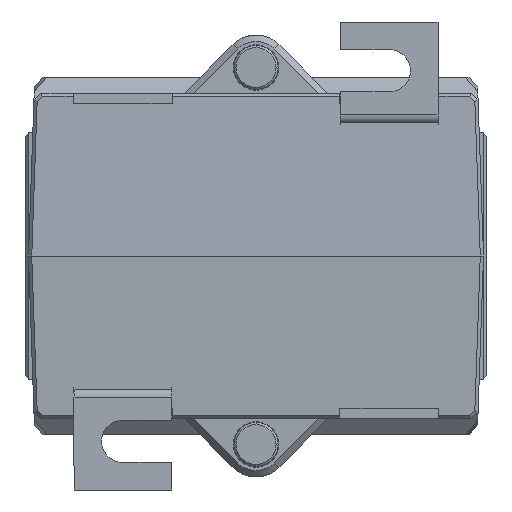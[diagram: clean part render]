
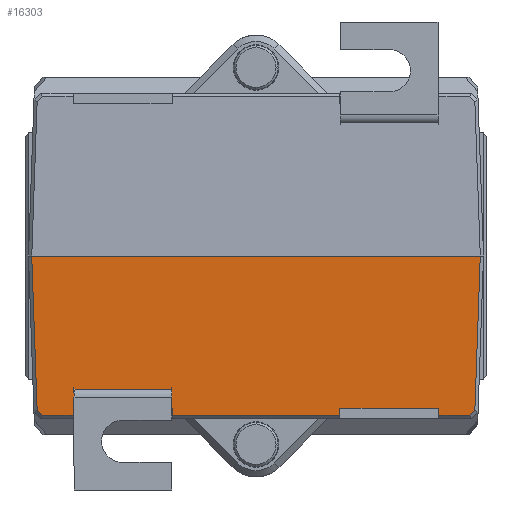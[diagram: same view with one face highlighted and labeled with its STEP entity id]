
A CAD part, front view. The second image highlights one B-rep face of the part: STEP entity #16303.
In plain terms, the highlighted face is planar.
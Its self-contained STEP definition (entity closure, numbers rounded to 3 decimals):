
#9041 = VERTEX_POINT ( 'NONE', #36798 ) ;
#9042 = VERTEX_POINT ( 'NONE', #36797 ) ;
#9047 = EDGE_CURVE ( 'NONE', #9041, #9042, #36796, .T. ) ;
#16240 = EDGE_CURVE ( 'NONE', #16241, #16319, #38931, .T. ) ;
#16241 = VERTEX_POINT ( 'NONE', #38939 ) ;
#16284 = ORIENTED_EDGE ( 'NONE', *, *, #16348, .T. ) ;
#16285 = ORIENTED_EDGE ( 'NONE', *, *, #16378, .T. ) ;
#16286 = VERTEX_POINT ( 'NONE', #39037 ) ;
#16287 = VERTEX_POINT ( 'NONE', #39040 ) ;
#16295 = ORIENTED_EDGE ( 'NONE', *, *, #16310, .F. ) ;
#16299 = ORIENTED_EDGE ( 'NONE', *, *, #16352, .F. ) ;
#16301 = VERTEX_POINT ( 'NONE', #39036 ) ;
#16303 = ADVANCED_FACE ( 'NONE', ( #39021 ), #39018, .T. ) ;
#16304 = VERTEX_POINT ( 'NONE', #39013 ) ;
#16306 = ORIENTED_EDGE ( 'NONE', *, *, #16240, .F. ) ;
#16307 = EDGE_CURVE ( 'NONE', #16319, #16304, #39073, .T. ) ;
#16308 = VERTEX_POINT ( 'NONE', #39014 ) ;
#16309 = VERTEX_POINT ( 'NONE', #39068 ) ;
#16310 = EDGE_CURVE ( 'NONE', #16309, #16241, #39016, .T. ) ;
#16311 = ORIENTED_EDGE ( 'NONE', *, *, #16376, .T. ) ;
#16312 = VERTEX_POINT ( 'NONE', #39059 ) ;
#16315 = ORIENTED_EDGE ( 'NONE', *, *, #9047, .T. ) ;
#16319 = VERTEX_POINT ( 'NONE', #39058 ) ;
#16324 = ORIENTED_EDGE ( 'NONE', *, *, #16307, .F. ) ;
#16326 = EDGE_LOOP ( 'NONE', ( #16324, #16306, #16295, #16333, #16375, #16311, #16315, #16285, #16284, #16354, #16373, #16364, #16299, #16418 ) ) ;
#16333 = ORIENTED_EDGE ( 'NONE', *, *, #16368, .T. ) ;
#16348 = EDGE_CURVE ( 'NONE', #16287, #16286, #39084, .T. ) ;
#16349 = VERTEX_POINT ( 'NONE', #39138 ) ;
#16350 = EDGE_CURVE ( 'NONE', #16286, #16370, #39136, .T. ) ;
#16352 = EDGE_CURVE ( 'NONE', #16379, #16349, #39135, .T. ) ;
#16354 = ORIENTED_EDGE ( 'NONE', *, *, #16350, .T. ) ;
#16355 = EDGE_CURVE ( 'NONE', #16308, #16370, #39088, .T. ) ;
#16359 = EDGE_CURVE ( 'NONE', #16308, #16349, #39116, .T. ) ;
#16364 = ORIENTED_EDGE ( 'NONE', *, *, #16359, .T. ) ;
#16368 = EDGE_CURVE ( 'NONE', #16309, #16301, #39163, .T. ) ;
#16370 = VERTEX_POINT ( 'NONE', #39110 ) ;
#16371 = EDGE_CURVE ( 'NONE', #16301, #16312, #39157, .T. ) ;
#16373 = ORIENTED_EDGE ( 'NONE', *, *, #16355, .F. ) ;
#16375 = ORIENTED_EDGE ( 'NONE', *, *, #16371, .T. ) ;
#16376 = EDGE_CURVE ( 'NONE', #16312, #9041, #39153, .T. ) ;
#16378 = EDGE_CURVE ( 'NONE', #9042, #16287, #39147, .T. ) ;
#16379 = VERTEX_POINT ( 'NONE', #39160 ) ;
#16415 = EDGE_CURVE ( 'NONE', #16379, #16304, #39258, .T. ) ;
#16418 = ORIENTED_EDGE ( 'NONE', *, *, #16415, .T. ) ;
#36660 = CARTESIAN_POINT ( 'NONE',  ( -35., -36.75, 0. ) ) ;
#36792 = DIRECTION ( 'NONE',  ( 1., 0., 0. ) ) ;
#36793 = VECTOR ( 'NONE', #36792, 1000. ) ;
#36796 = LINE ( 'NONE', #36660, #36793 ) ;
#36797 = CARTESIAN_POINT ( 'NONE',  ( 34.5, -36.75, 0. ) ) ;
#36798 = CARTESIAN_POINT ( 'NONE',  ( -34.499, -36.75, 0. ) ) ;
#38927 = DIRECTION ( 'NONE',  ( 1., 0., 0. ) ) ;
#38928 = VECTOR ( 'NONE', #38927, 1000. ) ;
#38929 = CARTESIAN_POINT ( 'NONE',  ( -35., -35.933, 23.4 ) ) ;
#38931 = LINE ( 'NONE', #38929, #38928 ) ;
#38939 = CARTESIAN_POINT ( 'NONE',  ( -28.108, -35.933, 23.4 ) ) ;
#39013 = CARTESIAN_POINT ( 'NONE',  ( -12.882, -35.894, 24.5 ) ) ;
#39014 = CARTESIAN_POINT ( 'NONE',  ( 28.108, -35.933, 23.4 ) ) ;
#39015 = CARTESIAN_POINT ( 'NONE',  ( -27.905, -36.748, 0.062 ) ) ;
#39016 = LINE ( 'NONE', #39015, #39061 ) ;
#39018 = PLANE ( 'NONE',  #39025 ) ;
#39021 = FACE_OUTER_BOUND ( 'NONE', #16326, .T. ) ;
#39025 = AXIS2_PLACEMENT_3D ( 'NONE', #39072, #39071, #39070 ) ;
#39036 = CARTESIAN_POINT ( 'NONE',  ( -32.874, -35.894, 24.5 ) ) ;
#39037 = CARTESIAN_POINT ( 'NONE',  ( 32.874, -35.894, 24.5 ) ) ;
#39040 = CARTESIAN_POINT ( 'NONE',  ( 33.67, -35.92, 23.758 ) ) ;
#39058 = CARTESIAN_POINT ( 'NONE',  ( -12.892, -35.933, 23.4 ) ) ;
#39059 = CARTESIAN_POINT ( 'NONE',  ( -33.669, -35.92, 23.758 ) ) ;
#39060 = DIRECTION ( 'NONE',  ( 0.009, -0.035, -0.999 ) ) ;
#39061 = VECTOR ( 'NONE', #39060, 1000. ) ;
#39065 = DIRECTION ( 'NONE',  ( 0.009, 0.035, 0.999 ) ) ;
#39066 = VECTOR ( 'NONE', #39065, 1000. ) ;
#39067 = CARTESIAN_POINT ( 'NONE',  ( -13.098, -36.757, -0.191 ) ) ;
#39068 = CARTESIAN_POINT ( 'NONE',  ( -28.118, -35.894, 24.5 ) ) ;
#39070 = DIRECTION ( 'NONE',  ( 0., -0.035, -0.999 ) ) ;
#39071 = DIRECTION ( 'NONE',  ( 0., -0.999, 0.035 ) ) ;
#39072 = CARTESIAN_POINT ( 'NONE',  ( -35., -36.75, 0. ) ) ;
#39073 = LINE ( 'NONE', #39067, #39066 ) ;
#39076 = DIRECTION ( 'NONE',  ( -0.731, 0.024, 0.682 ) ) ;
#39077 = CARTESIAN_POINT ( 'NONE',  ( 32.74, -35.89, 24.625 ) ) ;
#39080 = DIRECTION ( 'NONE',  ( 0.009, 0.035, 0.999 ) ) ;
#39081 = CARTESIAN_POINT ( 'NONE',  ( 27.899, -36.769, -0.548 ) ) ;
#39084 = LINE ( 'NONE', #39077, #39137 ) ;
#39088 = LINE ( 'NONE', #39081, #39127 ) ;
#39110 = CARTESIAN_POINT ( 'NONE',  ( 28.118, -35.894, 24.5 ) ) ;
#39113 = DIRECTION ( 'NONE',  ( -1., 0., 0. ) ) ;
#39114 = VECTOR ( 'NONE', #39113, 1000. ) ;
#39115 = CARTESIAN_POINT ( 'NONE',  ( -35., -35.933, 23.4 ) ) ;
#39116 = LINE ( 'NONE', #39115, #39114 ) ;
#39118 = VECTOR ( 'NONE', #39148, 1000. ) ;
#39127 = VECTOR ( 'NONE', #39080, 1000. ) ;
#39128 = CARTESIAN_POINT ( 'NONE',  ( -34.5, -36.751, -0.017 ) ) ;
#39129 = DIRECTION ( 'NONE',  ( 0.009, -0.035, -0.999 ) ) ;
#39130 = VECTOR ( 'NONE', #39129, 1000. ) ;
#39131 = CARTESIAN_POINT ( 'NONE',  ( 13.092, -36.735, 0.419 ) ) ;
#39132 = DIRECTION ( 'NONE',  ( -1., 0., 0. ) ) ;
#39133 = VECTOR ( 'NONE', #39132, 1000. ) ;
#39134 = CARTESIAN_POINT ( 'NONE',  ( -33.09, -35.894, 24.5 ) ) ;
#39135 = LINE ( 'NONE', #39131, #39130 ) ;
#39136 = LINE ( 'NONE', #39134, #39133 ) ;
#39137 = VECTOR ( 'NONE', #39076, 1000. ) ;
#39138 = CARTESIAN_POINT ( 'NONE',  ( 12.892, -35.933, 23.4 ) ) ;
#39144 = DIRECTION ( 'NONE',  ( -0.035, 0.035, 0.999 ) ) ;
#39145 = VECTOR ( 'NONE', #39144, 1000. ) ;
#39146 = CARTESIAN_POINT ( 'NONE',  ( 34.415, -36.665, 2.421 ) ) ;
#39147 = LINE ( 'NONE', #39146, #39145 ) ;
#39148 = DIRECTION ( 'NONE',  ( -0.035, -0.035, -0.999 ) ) ;
#39153 = LINE ( 'NONE', #39128, #39118 ) ;
#39154 = DIRECTION ( 'NONE',  ( -0.731, -0.024, -0.682 ) ) ;
#39155 = VECTOR ( 'NONE', #39154, 1000. ) ;
#39156 = CARTESIAN_POINT ( 'NONE',  ( -33.812, -35.925, 23.626 ) ) ;
#39157 = LINE ( 'NONE', #39156, #39155 ) ;
#39158 = DIRECTION ( 'NONE',  ( -1., 0., 0. ) ) ;
#39159 = VECTOR ( 'NONE', #39158, 1000. ) ;
#39160 = CARTESIAN_POINT ( 'NONE',  ( 12.882, -35.894, 24.5 ) ) ;
#39162 = CARTESIAN_POINT ( 'NONE',  ( -33.09, -35.894, 24.5 ) ) ;
#39163 = LINE ( 'NONE', #39162, #39159 ) ;
#39255 = DIRECTION ( 'NONE',  ( -1., 0., 0. ) ) ;
#39256 = VECTOR ( 'NONE', #39255, 1000. ) ;
#39257 = CARTESIAN_POINT ( 'NONE',  ( -33.09, -35.894, 24.5 ) ) ;
#39258 = LINE ( 'NONE', #39257, #39256 ) ;
